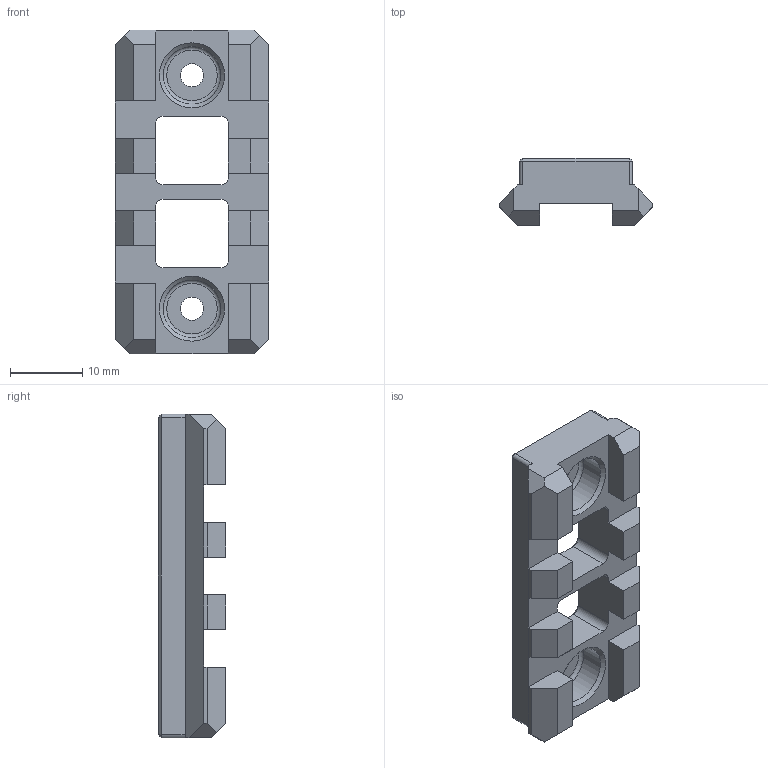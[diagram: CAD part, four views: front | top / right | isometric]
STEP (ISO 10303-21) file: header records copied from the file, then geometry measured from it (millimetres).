
FILE_DESCRIPTION(/* description */ (''),/* implementation_level */ '2;1');
FILE_NAME(/* name */ '',/* time_stamp */ '2025-05-07T01:30:35+09:00',/* author */ (''),/* organization */ (''),/* preprocessor_version */ 'ST-DEVELOPER v20.1',/* originating_system */ 'Autodesk Translation Framework v14.4.0.0',/* authorisation */ '');
FILE_SCHEMA (('AUTOMOTIVE_DESIGN { 1 0 10303 214 3 1 1 }'));
Length unit declared in the file: millimetre
Products named in the file (3): 小型基板 BLink v4.0; オプション用治具 Top; v3 (1)
Assembly tree (2 placements, depth 3):
  小型基板 BLink v4.0
    オプション用治具 Top
      v3 (1)
Bounding box: 21.2 x 9.3 x 44.8 mm (x, y, z)
Volume: 3838.9 mm3; surface area: 3213 mm2
Topology: 1 solids, 1 shells, 116 faces, 304 edges, 190 vertices
Faces by surface type: plane 82, cylinder 16, cone 16, torus 2
Full cylindrical faces by diameter (mm): 3.2 x2, 8 x2
Entity records: 3610 total; most frequent: CARTESIAN_POINT 615, ORIENTED_EDGE 608, DIRECTION 602, EDGE_CURVE 304, LINE 248, VECTOR 248, VERTEX_POINT 190, AXIS2_PLACEMENT_3D 177
